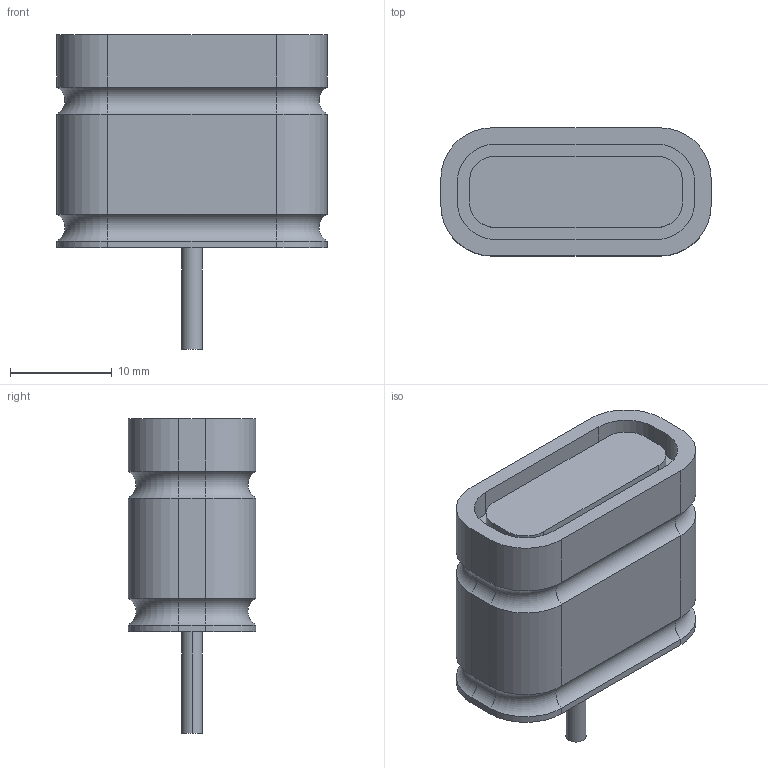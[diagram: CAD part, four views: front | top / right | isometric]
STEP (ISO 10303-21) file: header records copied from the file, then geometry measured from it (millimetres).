
FILE_DESCRIPTION((''),'2;1');
FILE_NAME('CAD-7262_SW0001','2021-05-26T10:42:58',('creinig-se'),(''),'CREO PARAMETRIC BY PTC INC, 2019292','CREO PARAMETRIC BY PTC INC, 2019292','');
FILE_SCHEMA(('CONFIG_CONTROL_DESIGN','SHAPE_APPEARANCE_LAYERS_GROUPS'));
Length unit declared in the file: millimetre
Products named in the file (1): CAD-7262_SW0001
Bounding box: 26.6 x 12.6 x 31 mm (x, y, z)
Volume: 6158.2 mm3; surface area: 2475.9 mm2
Topology: 1 solids, 1 shells, 63 faces, 158 edges, 100 vertices
Faces by surface type: cylinder 30, plane 25, torus 8
Entity records: 2422 total; most frequent: DIRECTION 360, CARTESIAN_POINT 321, ORIENTED_EDGE 316, EDGE_CURVE 158, AXIS2_PLACEMENT_3D 139, VERTEX_POINT 100, VECTOR 82, LINE 82
